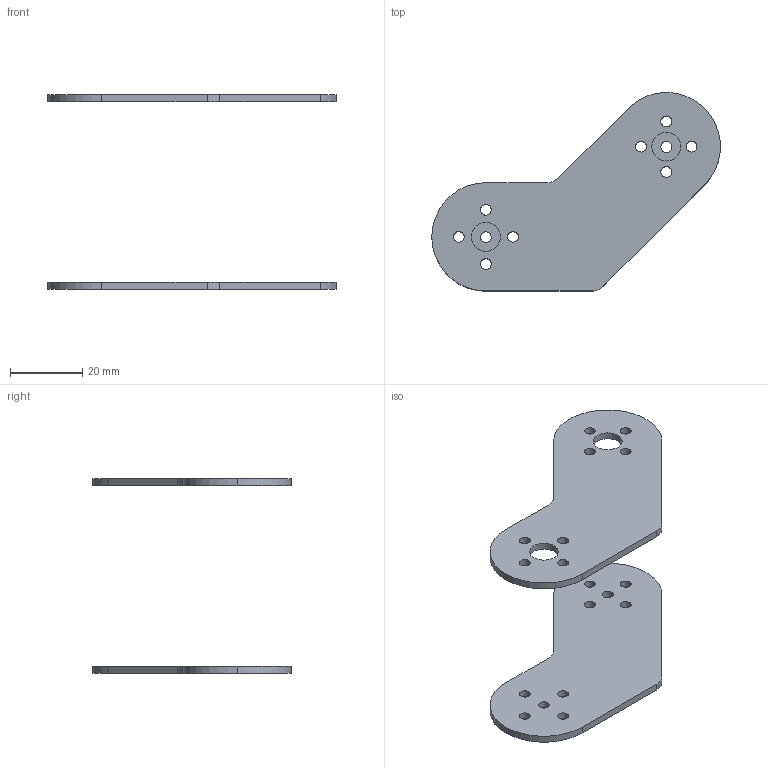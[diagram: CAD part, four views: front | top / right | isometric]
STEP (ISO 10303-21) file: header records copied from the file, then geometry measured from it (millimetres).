
FILE_DESCRIPTION (( 'STEP AP214' ), '1' );
FILE_NAME ('eslabon2_total.STEP', '2019-04-01T18:49:16', ( 'MariaConsuegra' ), ( '' ), 'SwSTEP 2.0', 'SolidWorks 2015', '' );
FILE_SCHEMA (( 'AUTOMOTIVE_DESIGN' ));
Length unit declared in the file: millimetre
Products named in the file (3): eslabon2_total; lateral_eslabon2_2; lateral_eslabon2
Assembly tree (2 placements, depth 2):
  eslabon2_total
    lateral_eslabon2
    lateral_eslabon2_2
Bounding box: 79.94 x 54.94 x 54 mm (x, y, z)
Volume: 9614.5 mm3; surface area: 10912.5 mm2
Topology: 2 solids, 2 shells, 62 faces, 174 edges, 116 vertices
Faces by surface type: cylinder 50, plane 12
Entity records: 2248 total; most frequent: DIRECTION 408, CARTESIAN_POINT 357, ORIENTED_EDGE 348, EDGE_CURVE 174, AXIS2_PLACEMENT_3D 167, VERTEX_POINT 116, EDGE_LOOP 102, CIRCLE 100
